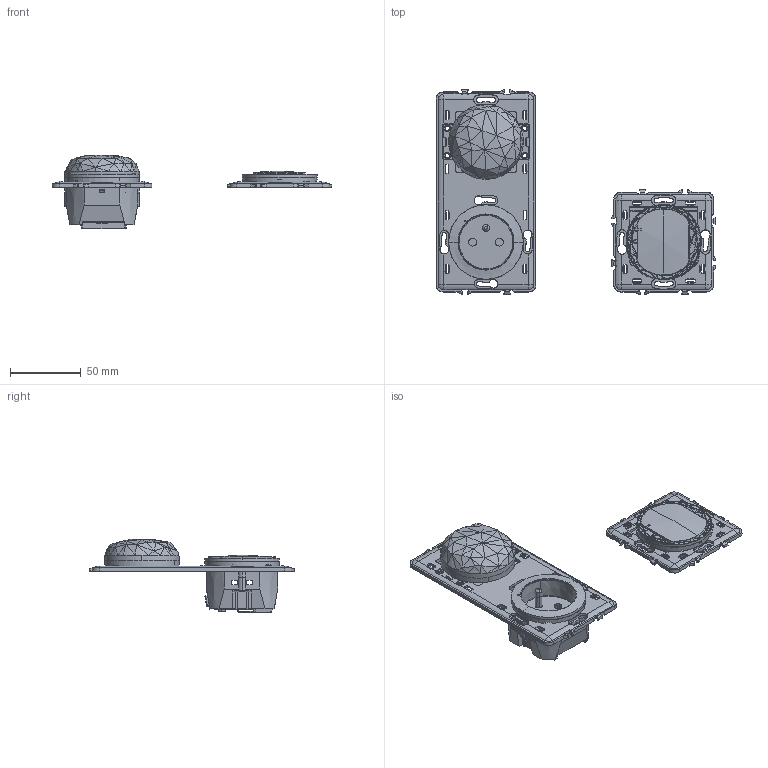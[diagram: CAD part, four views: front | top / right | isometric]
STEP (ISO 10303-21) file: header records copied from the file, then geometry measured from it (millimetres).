
FILE_DESCRIPTION(('CATIA V5 STEP Exchange','CAx-IF Rec.Pracs.--- Model Styling and Organization---1.5--- 2016-08-15','CAx-IF Rec.Pracs.---Supplemental Geometry---1.0---2011-11-01','CAx-IF Rec.Pracs.--- Composite Materials ---1.1---2010-07-15'),'2;1');
FILE_NAME('CB0443_AllCATPart.stp','2024-04-23T12:18:17+00:00',('none'),('none'),'CATIA Version 5-6 Release 2020 SP3','CATIA V5 STEP AP214 v2','none');
FILE_SCHEMA(('AUTOMOTIVE_DESIGN { 1 0 10303 214 1 1 1 1 }'));
Products named in the file (1): CB0443_AllCATPart
Bounding box: 198.57 x 145.1 x 52.3 mm (x, y, z)
Volume: 55484.5 mm3; surface area: 85813.3 mm2
Topology: 16 solids, 18 shells, 4024 faces, 11332 edges, 7285 vertices
Faces by surface type: plane 2156, cylinder 634, cone 530, bspline 333, extrusion 144, sphere 120, torus 68, revolution 39
Entity records: 159058 total; most frequent: CARTESIAN_POINT 69778, ORIENTED_EDGE 22444, DIRECTION 11732, EDGE_CURVE 11222, VERTEX_POINT 7285, B_SPLINE_CURVE_WITH_KNOTS 5302, VECTOR 4719, LINE 4575
